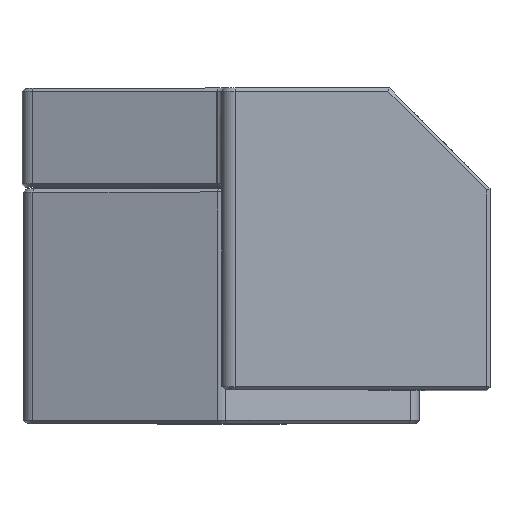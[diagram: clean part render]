
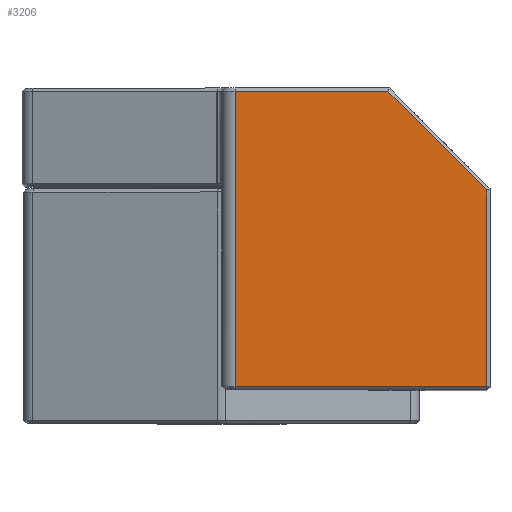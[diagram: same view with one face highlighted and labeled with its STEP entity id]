
A CAD part, top view. The second image highlights one B-rep face of the part: STEP entity #3206.
In plain terms, the highlighted planar face has unit normal (0, 0, 1).
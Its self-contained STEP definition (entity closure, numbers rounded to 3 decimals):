
#175=PLANE('',#3550);
#359=FACE_OUTER_BOUND('',#572,.T.);
#572=EDGE_LOOP('',(#2839,#2840,#2841,#2842,#2843));
#832=LINE('',#5463,#1131);
#864=LINE('',#5551,#1163);
#868=LINE('',#5559,#1167);
#871=LINE('',#5564,#1170);
#873=LINE('',#5568,#1172);
#1131=VECTOR('',#4352,10.);
#1163=VECTOR('',#4456,10.);
#1167=VECTOR('',#4464,10.);
#1170=VECTOR('',#4471,10.);
#1172=VECTOR('',#4477,10.);
#1556=VERTEX_POINT('',#5448);
#1559=VERTEX_POINT('',#5459);
#1579=VERTEX_POINT('',#5546);
#1580=VERTEX_POINT('',#5550);
#1582=VERTEX_POINT('',#5558);
#1967=EDGE_CURVE('',#1556,#1559,#832,.T.);
#2012=EDGE_CURVE('',#1579,#1580,#864,.T.);
#2016=EDGE_CURVE('',#1580,#1582,#868,.T.);
#2019=EDGE_CURVE('',#1582,#1556,#871,.T.);
#2021=EDGE_CURVE('',#1559,#1579,#873,.T.);
#2839=ORIENTED_EDGE('',*,*,#1967,.F.);
#2840=ORIENTED_EDGE('',*,*,#2019,.F.);
#2841=ORIENTED_EDGE('',*,*,#2016,.F.);
#2842=ORIENTED_EDGE('',*,*,#2012,.F.);
#2843=ORIENTED_EDGE('',*,*,#2021,.F.);
#3206=ADVANCED_FACE('',(#359),#175,.T.);
#3550=AXIS2_PLACEMENT_3D('',#5567,#4475,#4476);
#4352=DIRECTION('',(-1.,0.,0.));
#4456=DIRECTION('',(1.,0.,0.));
#4464=DIRECTION('',(0.707,-0.707,0.));
#4471=DIRECTION('',(0.,-1.,0.));
#4475=DIRECTION('center_axis',(0.,0.,1.));
#4476=DIRECTION('ref_axis',(1.,0.,0.));
#4477=DIRECTION('',(0.,1.,0.));
#5448=CARTESIAN_POINT('',(39.5,0.5,27.138));
#5459=CARTESIAN_POINT('',(2.,0.5,27.138));
#5463=CARTESIAN_POINT('',(3.563,0.5,27.138));
#5546=CARTESIAN_POINT('',(2.,44.5,27.138));
#5550=CARTESIAN_POINT('',(24.793,44.5,27.138));
#5551=CARTESIAN_POINT('',(3.563,44.5,27.138));
#5558=CARTESIAN_POINT('',(39.5,29.793,27.138));
#5559=CARTESIAN_POINT('',(33.896,35.396,27.138));
#5564=CARTESIAN_POINT('',(39.5,0.,27.138));
#5567=CARTESIAN_POINT('Origin',(2.,0.,27.138));
#5568=CARTESIAN_POINT('',(2.,0.,27.138));
